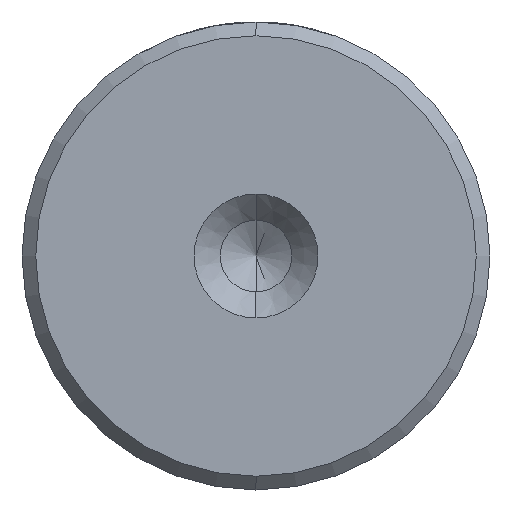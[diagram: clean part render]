
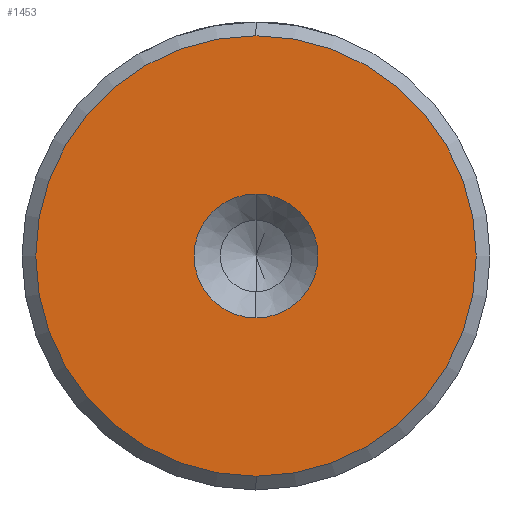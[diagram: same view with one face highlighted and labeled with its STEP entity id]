
A CAD part, left-side view. The second image highlights one B-rep face of the part: STEP entity #1453.
In plain terms, the highlighted planar face has unit normal (-1, 0, 0).
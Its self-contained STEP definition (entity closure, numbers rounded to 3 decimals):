
#19 = FACE_OUTER_BOUND ( 'NONE', #51, .T. ) ;
#21 = VERTEX_POINT ( 'NONE', #336 ) ;
#38 = DIRECTION ( 'NONE',  ( 0., 0., 1. ) ) ;
#40 = CARTESIAN_POINT ( 'NONE',  ( 0., 0., 0. ) ) ;
#45 = DIRECTION ( 'NONE',  ( -1., 0., 0. ) ) ;
#51 = EDGE_LOOP ( 'NONE', ( #1752, #906 ) ) ;
#56 = DIRECTION ( 'NONE',  ( -1., 0., 0. ) ) ;
#61 = CARTESIAN_POINT ( 'NONE',  ( 0., 0., 0. ) ) ;
#118 = EDGE_LOOP ( 'NONE', ( #1196, #1963 ) ) ;
#121 = EDGE_CURVE ( 'NONE', #720, #21, #1939, .T. ) ;
#163 = AXIS2_PLACEMENT_3D ( 'NONE', #1443, #398, #1605 ) ;
#192 = AXIS2_PLACEMENT_3D ( 'NONE', #61, #45, #38 ) ;
#241 = PLANE ( 'NONE',  #1234 ) ;
#336 = CARTESIAN_POINT ( 'NONE',  ( 0., 0., -2.25 ) ) ;
#398 = DIRECTION ( 'NONE',  ( -1., 0., 0. ) ) ;
#411 = CIRCLE ( 'NONE', #1571, 8. ) ;
#595 = DIRECTION ( 'NONE',  ( -1., 0., 0. ) ) ;
#615 = CARTESIAN_POINT ( 'NONE',  ( 0., 0., 0. ) ) ;
#619 = CARTESIAN_POINT ( 'NONE',  ( 0., 0., 2.25 ) ) ;
#720 = VERTEX_POINT ( 'NONE', #619 ) ;
#787 = DIRECTION ( 'NONE',  ( 0., 0., 1. ) ) ;
#906 = ORIENTED_EDGE ( 'NONE', *, *, #1469, .T. ) ;
#933 = FACE_BOUND ( 'NONE', #118, .T. ) ;
#935 = VERTEX_POINT ( 'NONE', #1533 ) ;
#1092 = CIRCLE ( 'NONE', #163, 2.25 ) ;
#1132 = CARTESIAN_POINT ( 'NONE',  ( 0., 0., 0. ) ) ;
#1196 = ORIENTED_EDGE ( 'NONE', *, *, #121, .F. ) ;
#1222 = VERTEX_POINT ( 'NONE', #1867 ) ;
#1234 = AXIS2_PLACEMENT_3D ( 'NONE', #40, #595, #1468 ) ;
#1308 = DIRECTION ( 'NONE',  ( 0., 0., 1. ) ) ;
#1336 = CIRCLE ( 'NONE', #1457, 8. ) ;
#1426 = EDGE_CURVE ( 'NONE', #21, #720, #1092, .T. ) ;
#1443 = CARTESIAN_POINT ( 'NONE',  ( 0., 0., 0. ) ) ;
#1453 = ADVANCED_FACE ( 'NONE', ( #19, #933 ), #241, .T. ) ;
#1457 = AXIS2_PLACEMENT_3D ( 'NONE', #615, #1816, #787 ) ;
#1464 = EDGE_CURVE ( 'NONE', #1222, #935, #1336, .T. ) ;
#1468 = DIRECTION ( 'NONE',  ( 0., 0., 1. ) ) ;
#1469 = EDGE_CURVE ( 'NONE', #935, #1222, #411, .T. ) ;
#1533 = CARTESIAN_POINT ( 'NONE',  ( 0., 0., 8. ) ) ;
#1571 = AXIS2_PLACEMENT_3D ( 'NONE', #1132, #56, #1308 ) ;
#1605 = DIRECTION ( 'NONE',  ( 0., 0., 1. ) ) ;
#1752 = ORIENTED_EDGE ( 'NONE', *, *, #1464, .T. ) ;
#1816 = DIRECTION ( 'NONE',  ( -1., 0., 0. ) ) ;
#1867 = CARTESIAN_POINT ( 'NONE',  ( 0., 0., -8. ) ) ;
#1939 = CIRCLE ( 'NONE', #192, 2.25 ) ;
#1963 = ORIENTED_EDGE ( 'NONE', *, *, #1426, .F. ) ;
